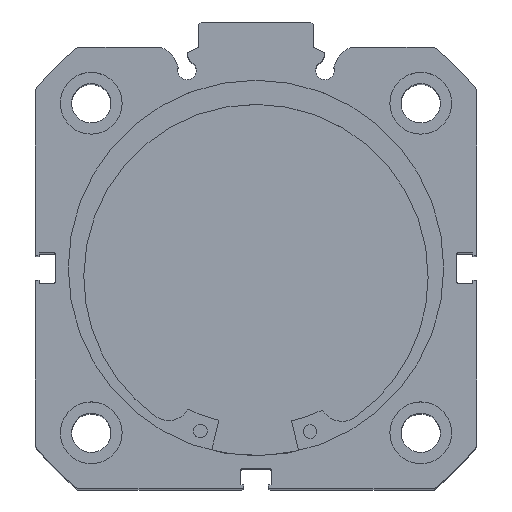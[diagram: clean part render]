
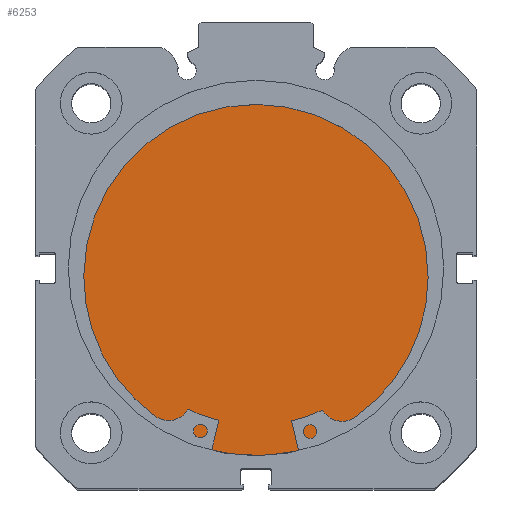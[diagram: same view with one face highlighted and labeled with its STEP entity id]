
A CAD part, top view. The second image highlights one B-rep face of the part: STEP entity #6253.
In plain terms, the highlighted face is planar.
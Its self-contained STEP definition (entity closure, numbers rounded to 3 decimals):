
#481 = ORIENTED_EDGE ( 'NONE', *, *, #3381, .F. ) ;
#1194 = ORIENTED_EDGE ( 'NONE', *, *, #3184, .F. ) ;
#1349 = EDGE_LOOP ( 'NONE', ( #481, #1194 ) ) ;
#1488 = VERTEX_POINT ( 'NONE', #1891 ) ;
#1522 = VERTEX_POINT ( 'NONE', #1921 ) ;
#1891 = CARTESIAN_POINT ( 'NONE',  ( 12., 0., -41. ) ) ;
#1921 = CARTESIAN_POINT ( 'NONE',  ( 12., 0., 41. ) ) ;
#2661 = CARTESIAN_POINT ( 'NONE',  ( 12., 0., 0. ) ) ;
#2662 = DIRECTION ( 'NONE',  ( -1., 0., 0. ) ) ;
#2663 = DIRECTION ( 'NONE',  ( 0., 0., 1. ) ) ;
#3184 = EDGE_CURVE ( 'NONE', #1488, #1522, #5316, .T. ) ;
#3381 = EDGE_CURVE ( 'NONE', #1522, #1488, #5613, .T. ) ;
#3843 = CARTESIAN_POINT ( 'NONE',  ( 12., 0., 0. ) ) ;
#3850 = DIRECTION ( 'NONE',  ( -1., 0., 0. ) ) ;
#3851 = DIRECTION ( 'NONE',  ( 0., 0., 1. ) ) ;
#4480 = PLANE ( 'NONE',  #6753 ) ;
#4483 = CARTESIAN_POINT ( 'NONE',  ( 12., 41., 0. ) ) ;
#4488 = DIRECTION ( 'NONE',  ( -1., 0., 0. ) ) ;
#4489 = DIRECTION ( 'NONE',  ( 0., 0., 1. ) ) ;
#5316 = CIRCLE ( 'NONE', #6508, 41. ) ;
#5613 = CIRCLE ( 'NONE', #6602, 41. ) ;
#5951 = FACE_OUTER_BOUND ( 'NONE', #1349, .T. ) ;
#6253 = ADVANCED_FACE ( 'NONE', ( #5951 ), #4480, .F. ) ;
#6508 = AXIS2_PLACEMENT_3D ( 'NONE', #2661, #2662, #2663 ) ;
#6602 = AXIS2_PLACEMENT_3D ( 'NONE', #3843, #3850, #3851 ) ;
#6753 = AXIS2_PLACEMENT_3D ( 'NONE', #4483, #4488, #4489 ) ;
